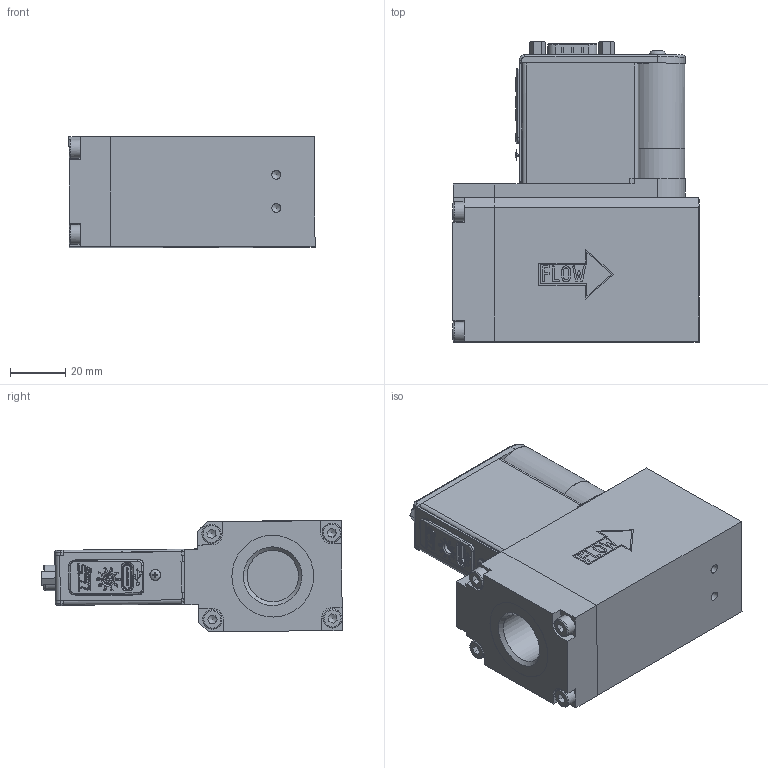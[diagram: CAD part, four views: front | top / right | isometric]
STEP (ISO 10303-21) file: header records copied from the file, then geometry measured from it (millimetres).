
FILE_DESCRIPTION(/* description */ (''),/* implementation_level */ '2;1');
FILE_NAME(/* name */ 'FF-C2n Modbus-FLOW-BUS.stp',/* time_stamp */ '2025-05-12T09:45:36+02:00',/* author */ ('M-Huiskes'),/* organization */ (''),/* preprocessor_version */ 'ST-DEVELOPER v18.1',/* originating_system */ 'Autodesk Inventor 2021',/* authorisation */ '');
FILE_SCHEMA (('AUTOMOTIVE_DESIGN { 1 0 10303 214 3 1 1 }'));
Products named in the file (1): Part4
Bounding box: 89.04 x 108.79 x 40.32 mm (x, y, z)
Volume: 233870.9 mm3; surface area: 36579.2 mm2
Topology: 1 solids, 332 shells, 2655 faces, 7803 edges, 5626 vertices
Faces by surface type: plane 1506, bspline 716, cylinder 267, cone 86, sphere 56, torus 24
Full cylindrical faces by diameter (mm): 0.375 x1, 0.494 x3, 0.6 x4, 0.8 x3, 1.4 x1, 2.2 x1, 2.459 x6, 3 x5, 3.05 x1, 3.2 x1, 3.242 x2, 3.4 x1, 3.5 x2, 4 x6, 4.3 x4, 5.7 x3, 7 x4, 18.631 x2, 19.6 x1, 19.9 x1, 29.6 x2
Entity records: 100106 total; most frequent: CARTESIAN_POINT 31617, ORIENTED_EDGE 13990, DIRECTION 11115, EDGE_CURVE 7788, VERTEX_POINT 5626, LINE 5151, VECTOR 5151, AXIS2_PLACEMENT_3D 2982
